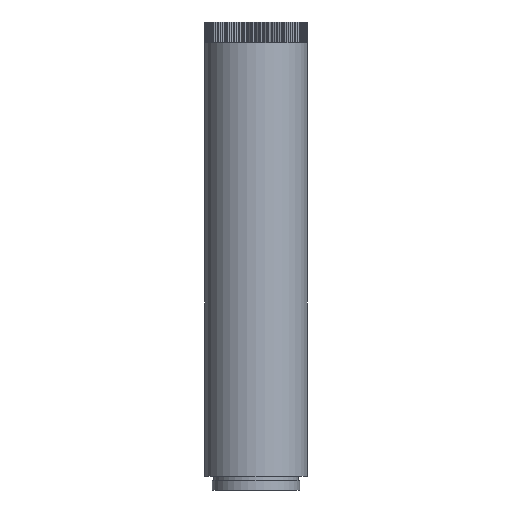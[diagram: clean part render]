
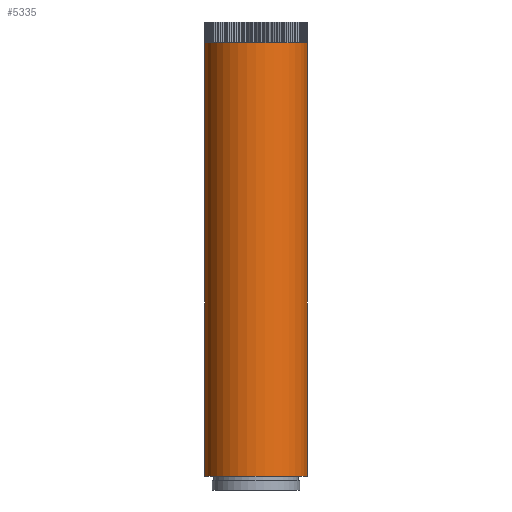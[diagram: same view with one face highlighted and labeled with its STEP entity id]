
A CAD part, left-side view. The second image highlights one B-rep face of the part: STEP entity #5335.
In plain terms, the highlighted cylindrical face has radius 15 mm (diameter 30 mm), a partial arc.
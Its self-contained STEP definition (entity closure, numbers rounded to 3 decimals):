
#16 = DIRECTION ( 'NONE',  ( 0., 0., -1. ) ) ;
#17 = VECTOR ( 'NONE', #16, 1000. ) ;
#18 = CARTESIAN_POINT ( 'NONE',  ( -18.323, 13.528, 68.419 ) ) ;
#19 = LINE ( 'NONE', #18, #17 ) ;
#20 = CARTESIAN_POINT ( 'NONE',  ( -18.323, -16.472, 83.419 ) ) ;
#2230 = DIRECTION ( 'NONE',  ( 0., 1., 0. ) ) ;
#2231 = DIRECTION ( 'NONE',  ( 0., 0., -1. ) ) ;
#2232 = AXIS2_PLACEMENT_3D ( 'NONE', #2237, #2231, #2230 ) ;
#2233 = CIRCLE ( 'NONE', #2232, 15. ) ;
#2237 = CARTESIAN_POINT ( 'NONE',  ( -18.323, -1.472, -43.081 ) ) ;
#3875 = DIRECTION ( 'NONE',  ( 0.085, 0.996, 0. ) ) ;
#3876 = DIRECTION ( 'NONE',  ( 0., 0., -1. ) ) ;
#3877 = CARTESIAN_POINT ( 'NONE',  ( -18.323, -1.472, 83.419 ) ) ;
#3878 = AXIS2_PLACEMENT_3D ( 'NONE', #3877, #3876, #3875 ) ;
#3879 = CIRCLE ( 'NONE', #3878, 15. ) ;
#4102 = DIRECTION ( 'NONE',  ( 0., 1., 0. ) ) ;
#4103 = DIRECTION ( 'NONE',  ( 0., 0., -1. ) ) ;
#4104 = CARTESIAN_POINT ( 'NONE',  ( -18.323, -1.472, 68.419 ) ) ;
#4195 = FACE_OUTER_BOUND ( 'NONE', #5336, .T. ) ;
#4198 = AXIS2_PLACEMENT_3D ( 'NONE', #4104, #4103, #4102 ) ;
#4199 = CYLINDRICAL_SURFACE ( 'NONE', #4198, 15. ) ;
#4991 = CARTESIAN_POINT ( 'NONE',  ( -18.323, -16.472, -43.081 ) ) ;
#4994 = CARTESIAN_POINT ( 'NONE',  ( -18.323, 13.528, 83.419 ) ) ;
#5275 = EDGE_CURVE ( 'NONE', #6569, #6118, #3879, .T. ) ;
#5335 = ADVANCED_FACE ( 'NONE', ( #4195 ), #4199, .T. ) ;
#5336 = EDGE_LOOP ( 'NONE', ( #5337, #9591, #9605, #9521 ) ) ;
#5337 = ORIENTED_EDGE ( 'NONE', *, *, #6344, .F. ) ;
#5460 = DIRECTION ( 'NONE',  ( 0., 0., -1. ) ) ;
#5461 = VECTOR ( 'NONE', #5460, 1000. ) ;
#5462 = CARTESIAN_POINT ( 'NONE',  ( -18.323, -16.472, 68.419 ) ) ;
#5463 = LINE ( 'NONE', #5462, #5461 ) ;
#5731 = CARTESIAN_POINT ( 'NONE',  ( -18.323, 13.528, -43.081 ) ) ;
#6118 = VERTEX_POINT ( 'NONE', #4994 ) ;
#6120 = VERTEX_POINT ( 'NONE', #4991 ) ;
#6344 = EDGE_CURVE ( 'NONE', #6569, #6120, #5463, .T. ) ;
#6553 = VERTEX_POINT ( 'NONE', #5731 ) ;
#6569 = VERTEX_POINT ( 'NONE', #20 ) ;
#6571 = EDGE_CURVE ( 'NONE', #6118, #6553, #19, .T. ) ;
#9521 = ORIENTED_EDGE ( 'NONE', *, *, #9539, .F. ) ;
#9539 = EDGE_CURVE ( 'NONE', #6120, #6553, #2233, .T. ) ;
#9591 = ORIENTED_EDGE ( 'NONE', *, *, #5275, .T. ) ;
#9605 = ORIENTED_EDGE ( 'NONE', *, *, #6571, .T. ) ;
